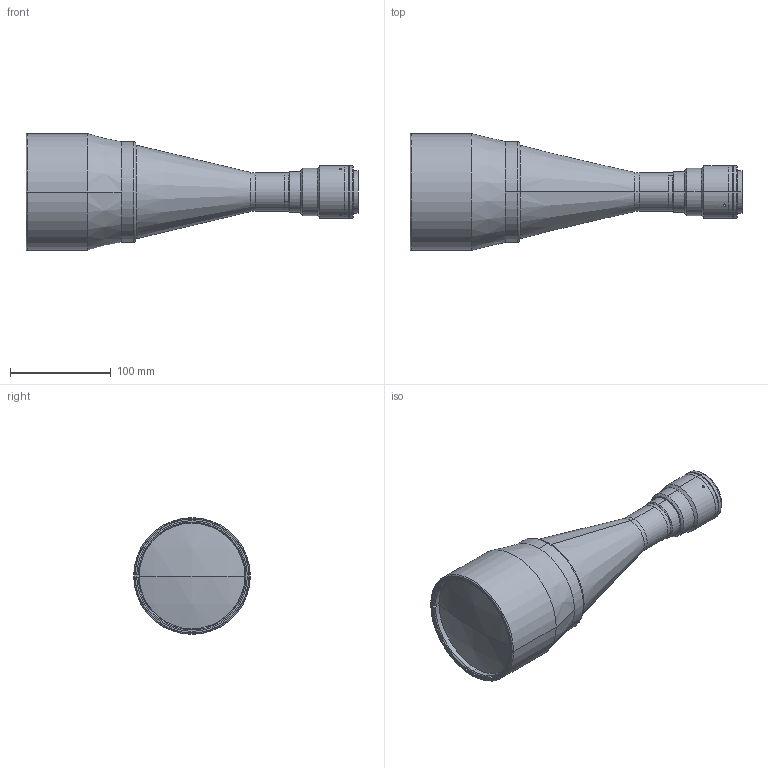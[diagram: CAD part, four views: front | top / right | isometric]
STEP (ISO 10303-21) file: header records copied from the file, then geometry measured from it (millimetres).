
FILE_DESCRIPTION (( 'STEP AP214' ), '1' );
FILE_NAME ('TC2M080HR-M42.STEP', '2014-06-03T12:55:10', ( 'piermario' ), ( '' ), 'SwSTEP 2.0', 'SolidWorks 2013', '' );
FILE_SCHEMA (( 'AUTOMOTIVE_DESIGN' ));
Length unit declared in the file: millimetre
Products named in the file (1): TC2M080HR-M42
Bounding box: 330.02 x 116 x 116 mm (x, y, z)
Surface area: 115277 mm2 (no closed solid volume)
Topology: 0 solids, 11 shells, 87 faces, 229 edges, 154 vertices
Faces by surface type: cylinder 36, plane 25, cone 18, torus 6, sphere 2
Entity records: 3911 total; most frequent: CARTESIAN_POINT 717, DIRECTION 517, ORIENTED_EDGE 384, EDGE_CURVE 229, AXIS2_PLACEMENT_3D 218, VERTEX_POINT 154, CIRCLE 130, EDGE_LOOP 107
